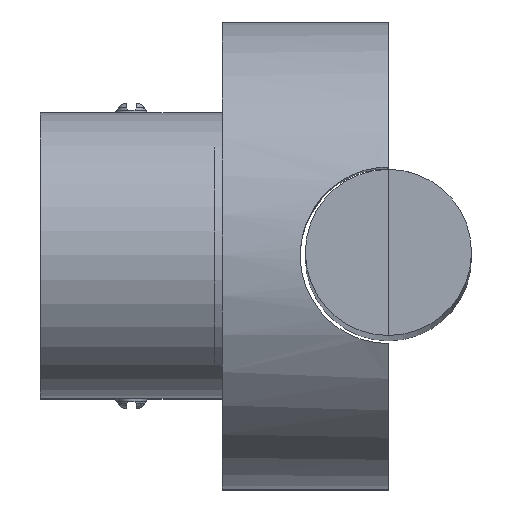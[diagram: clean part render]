
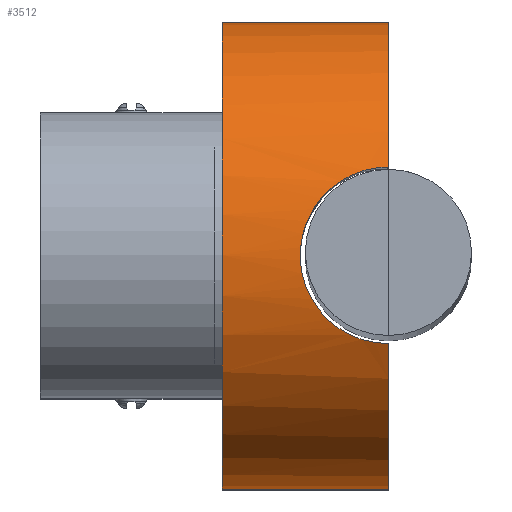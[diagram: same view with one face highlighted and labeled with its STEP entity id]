
A CAD part, top view. The second image highlights one B-rep face of the part: STEP entity #3512.
In plain terms, the highlighted cylindrical face has radius 45 mm (diameter 90 mm), a partial arc.
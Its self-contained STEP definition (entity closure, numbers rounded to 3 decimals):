
#174=FACE_OUTER_BOUND('',#391,.T.);
#391=EDGE_LOOP('',(#2448,#2449,#2450,#2451,#2452,#2453));
#594=CIRCLE('',#3759,45.);
#595=CIRCLE('',#3763,45.);
#596=CIRCLE('',#3764,45.);
#684=B_SPLINE_CURVE_WITH_KNOTS('',3,(#6363,#6364,#6365,#6366,#6367,#6368,
#6369,#6370,#6371,#6372,#6373,#6374,#6375,#6376,#6377,#6378,#6379,#6380,
#6381,#6382,#6383,#6384,#6385,#6386,#6387,#6388,#6389,#6390,#6391,#6392,
#6393,#6394,#6395,#6396),.UNSPECIFIED.,.F.,.F.,(4,2,2,2,2,2,2,2,2,2,2,2,
2,2,2,2,4),(0.,0.324,0.648,0.971,1.295,
1.619,1.942,2.266,2.59,2.913,
3.237,3.56,3.884,4.208,4.531,
4.855,5.179),.UNSPECIFIED.);
#927=LINE('',#6416,#1156);
#930=LINE('',#6421,#1159);
#1156=VECTOR('',#4118,10.);
#1159=VECTOR('',#4123,10.);
#1409=VERTEX_POINT('',#6360);
#1410=VERTEX_POINT('',#6362);
#1415=VERTEX_POINT('',#6409);
#1416=VERTEX_POINT('',#6413);
#1417=VERTEX_POINT('',#6415);
#1418=VERTEX_POINT('',#6419);
#1795=EDGE_CURVE('',#1410,#1409,#684,.T.);
#1802=EDGE_CURVE('',#1410,#1415,#594,.T.);
#1805=EDGE_CURVE('',#1416,#1417,#927,.T.);
#1808=EDGE_CURVE('',#1418,#1415,#930,.T.);
#1809=EDGE_CURVE('',#1417,#1409,#595,.T.);
#1810=EDGE_CURVE('',#1416,#1418,#596,.T.);
#2448=ORIENTED_EDGE('',*,*,#1795,.T.);
#2449=ORIENTED_EDGE('',*,*,#1809,.F.);
#2450=ORIENTED_EDGE('',*,*,#1805,.F.);
#2451=ORIENTED_EDGE('',*,*,#1810,.T.);
#2452=ORIENTED_EDGE('',*,*,#1808,.T.);
#2453=ORIENTED_EDGE('',*,*,#1802,.F.);
#3378=CYLINDRICAL_SURFACE('',#3762,45.);
#3512=ADVANCED_FACE('',(#174),#3378,.T.);
#3759=AXIS2_PLACEMENT_3D('',#6410,#4112,#4113);
#3762=AXIS2_PLACEMENT_3D('',#6422,#4124,#4125);
#3763=AXIS2_PLACEMENT_3D('',#6423,#4126,#4127);
#3764=AXIS2_PLACEMENT_3D('',#6424,#4128,#4129);
#4112=DIRECTION('center_axis',(1.,0.,0.));
#4113=DIRECTION('ref_axis',(0.,1.,0.));
#4118=DIRECTION('',(1.,0.,0.));
#4123=DIRECTION('',(1.,0.,0.));
#4124=DIRECTION('center_axis',(1.,0.,0.));
#4125=DIRECTION('ref_axis',(0.,1.,0.));
#4126=DIRECTION('center_axis',(1.,0.,0.));
#4127=DIRECTION('ref_axis',(0.,1.,0.));
#4128=DIRECTION('center_axis',(1.,0.,0.));
#4129=DIRECTION('ref_axis',(0.,1.,0.));
#6360=CARTESIAN_POINT('',(67.,17.,76.665));
#6362=CARTESIAN_POINT('',(67.,-17.,76.665));
#6363=CARTESIAN_POINT('Ctrl Pts',(67.,-17.,76.665));
#6364=CARTESIAN_POINT('Ctrl Pts',(65.921,-17.,76.665));
#6365=CARTESIAN_POINT('Ctrl Pts',(64.808,-16.896,76.708));
#6366=CARTESIAN_POINT('Ctrl Pts',(62.603,-16.46,76.882));
#6367=CARTESIAN_POINT('Ctrl Pts',(61.51,-16.129,77.013));
#6368=CARTESIAN_POINT('Ctrl Pts',(59.419,-15.258,77.337));
#6369=CARTESIAN_POINT('Ctrl Pts',(58.42,-14.718,77.53));
#6370=CARTESIAN_POINT('Ctrl Pts',(56.575,-13.474,77.94));
#6371=CARTESIAN_POINT('Ctrl Pts',(55.728,-12.77,78.157));
#6372=CARTESIAN_POINT('Ctrl Pts',(54.231,-11.272,78.572));
#6373=CARTESIAN_POINT('Ctrl Pts',(53.527,-10.426,78.786));
#6374=CARTESIAN_POINT('Ctrl Pts',(52.282,-8.581,79.184));
#6375=CARTESIAN_POINT('Ctrl Pts',(51.742,-7.581,79.369));
#6376=CARTESIAN_POINT('Ctrl Pts',(50.871,-5.489,79.676));
#6377=CARTESIAN_POINT('Ctrl Pts',(50.54,-4.396,79.798));
#6378=CARTESIAN_POINT('Ctrl Pts',(50.104,-2.191,79.96));
#6379=CARTESIAN_POINT('Ctrl Pts',(50.,-1.079,80.));
#6380=CARTESIAN_POINT('Ctrl Pts',(50.,1.079,80.));
#6381=CARTESIAN_POINT('Ctrl Pts',(50.104,2.191,79.96));
#6382=CARTESIAN_POINT('Ctrl Pts',(50.54,4.396,79.798));
#6383=CARTESIAN_POINT('Ctrl Pts',(50.871,5.489,79.676));
#6384=CARTESIAN_POINT('Ctrl Pts',(51.742,7.581,79.369));
#6385=CARTESIAN_POINT('Ctrl Pts',(52.282,8.581,79.184));
#6386=CARTESIAN_POINT('Ctrl Pts',(53.527,10.426,78.786));
#6387=CARTESIAN_POINT('Ctrl Pts',(54.231,11.272,78.572));
#6388=CARTESIAN_POINT('Ctrl Pts',(55.728,12.77,78.157));
#6389=CARTESIAN_POINT('Ctrl Pts',(56.575,13.474,77.94));
#6390=CARTESIAN_POINT('Ctrl Pts',(58.42,14.718,77.53));
#6391=CARTESIAN_POINT('Ctrl Pts',(59.419,15.258,77.337));
#6392=CARTESIAN_POINT('Ctrl Pts',(61.51,16.129,77.013));
#6393=CARTESIAN_POINT('Ctrl Pts',(62.603,16.46,76.882));
#6394=CARTESIAN_POINT('Ctrl Pts',(64.808,16.896,76.708));
#6395=CARTESIAN_POINT('Ctrl Pts',(65.921,17.,76.665));
#6396=CARTESIAN_POINT('Ctrl Pts',(67.,17.,76.665));
#6409=CARTESIAN_POINT('',(67.,-45.,35.));
#6410=CARTESIAN_POINT('Origin',(67.,0.,35.));
#6413=CARTESIAN_POINT('',(35.,45.,35.));
#6415=CARTESIAN_POINT('',(67.,45.,35.));
#6416=CARTESIAN_POINT('',(35.,45.,35.));
#6419=CARTESIAN_POINT('',(35.,-45.,35.));
#6421=CARTESIAN_POINT('',(35.,-45.,35.));
#6422=CARTESIAN_POINT('Origin',(35.,0.,35.));
#6423=CARTESIAN_POINT('Origin',(67.,0.,35.));
#6424=CARTESIAN_POINT('Origin',(35.,0.,35.));
